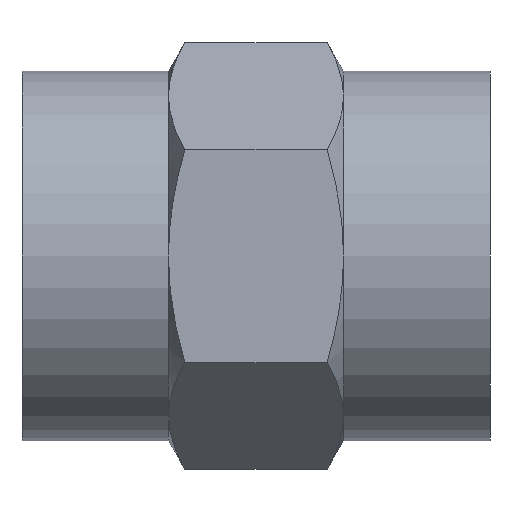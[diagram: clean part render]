
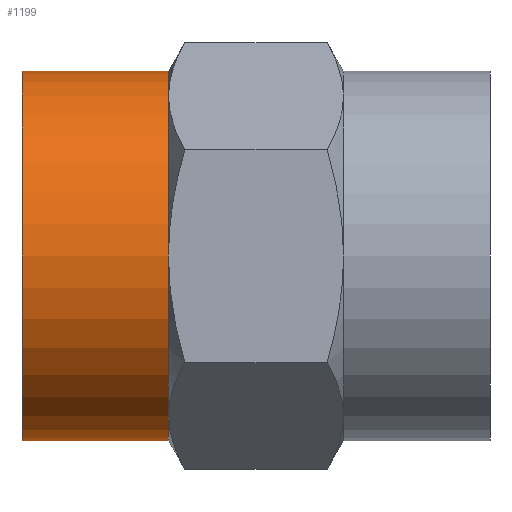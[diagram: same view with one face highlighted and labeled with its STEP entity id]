
A CAD part, front view. The second image highlights one B-rep face of the part: STEP entity #1199.
In plain terms, the highlighted cylindrical face has radius 11.906 mm (diameter 23.812 mm), a full revolution.
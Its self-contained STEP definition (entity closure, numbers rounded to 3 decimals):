
#193=LINE('',#1645,#241);
#241=VECTOR('',#1400,11.906);
#289=CYLINDRICAL_SURFACE('',#1281,11.906);
#303=FACE_OUTER_BOUND('',#379,.T.);
#379=EDGE_LOOP('',(#808,#809,#810,#811,#812,#813,#814,#815,#816));
#456=CIRCLE('',#1278,11.906);
#458=CIRCLE('',#1282,11.906);
#459=CIRCLE('',#1283,11.906);
#460=CIRCLE('',#1284,11.906);
#461=CIRCLE('',#1285,11.906);
#462=CIRCLE('',#1286,11.906);
#463=CIRCLE('',#1287,11.906);
#486=VERTEX_POINT('',#1631);
#488=VERTEX_POINT('',#1638);
#489=VERTEX_POINT('',#1639);
#490=VERTEX_POINT('',#1641);
#491=VERTEX_POINT('',#1643);
#492=VERTEX_POINT('',#1646);
#493=VERTEX_POINT('',#1648);
#610=EDGE_CURVE('',#486,#486,#456,.T.);
#613=EDGE_CURVE('',#488,#489,#458,.T.);
#614=EDGE_CURVE('',#490,#488,#459,.T.);
#615=EDGE_CURVE('',#491,#490,#460,.T.);
#616=EDGE_CURVE('',#491,#486,#193,.T.);
#617=EDGE_CURVE('',#492,#491,#461,.T.);
#618=EDGE_CURVE('',#493,#492,#462,.T.);
#619=EDGE_CURVE('',#489,#493,#463,.T.);
#808=ORIENTED_EDGE('',*,*,#613,.F.);
#809=ORIENTED_EDGE('',*,*,#614,.F.);
#810=ORIENTED_EDGE('',*,*,#615,.F.);
#811=ORIENTED_EDGE('',*,*,#616,.T.);
#812=ORIENTED_EDGE('',*,*,#610,.T.);
#813=ORIENTED_EDGE('',*,*,#616,.F.);
#814=ORIENTED_EDGE('',*,*,#617,.F.);
#815=ORIENTED_EDGE('',*,*,#618,.F.);
#816=ORIENTED_EDGE('',*,*,#619,.F.);
#1199=ADVANCED_FACE('',(#303),#289,.T.);
#1278=AXIS2_PLACEMENT_3D('',#1632,#1385,#1386);
#1281=AXIS2_PLACEMENT_3D('',#1637,#1392,#1393);
#1282=AXIS2_PLACEMENT_3D('',#1640,#1394,#1395);
#1283=AXIS2_PLACEMENT_3D('',#1642,#1396,#1397);
#1284=AXIS2_PLACEMENT_3D('',#1644,#1398,#1399);
#1285=AXIS2_PLACEMENT_3D('',#1647,#1401,#1402);
#1286=AXIS2_PLACEMENT_3D('',#1649,#1403,#1404);
#1287=AXIS2_PLACEMENT_3D('',#1650,#1405,#1406);
#1385=DIRECTION('center_axis',(1.,0.,0.));
#1386=DIRECTION('ref_axis',(0.,1.,0.));
#1392=DIRECTION('center_axis',(1.,0.,0.));
#1393=DIRECTION('ref_axis',(0.,-1.,0.));
#1394=DIRECTION('center_axis',(1.,0.,0.));
#1395=DIRECTION('ref_axis',(0.,1.,0.));
#1396=DIRECTION('center_axis',(1.,0.,0.));
#1397=DIRECTION('ref_axis',(0.,1.,0.));
#1398=DIRECTION('center_axis',(1.,0.,0.));
#1399=DIRECTION('ref_axis',(0.,1.,0.));
#1400=DIRECTION('',(-1.,0.,0.));
#1401=DIRECTION('center_axis',(1.,0.,0.));
#1402=DIRECTION('ref_axis',(0.,1.,0.));
#1403=DIRECTION('center_axis',(1.,0.,0.));
#1404=DIRECTION('ref_axis',(0.,1.,0.));
#1405=DIRECTION('center_axis',(1.,0.,0.));
#1406=DIRECTION('ref_axis',(0.,1.,0.));
#1631=CARTESIAN_POINT('',(-15.089,11.906,13.748));
#1632=CARTESIAN_POINT('Origin',(-15.089,0.,
13.748));
#1637=CARTESIAN_POINT('Origin',(-15.189,0.,
13.748));
#1638=CARTESIAN_POINT('',(-5.645,-5.953,24.059));
#1639=CARTESIAN_POINT('',(-5.645,-11.906,13.748));
#1640=CARTESIAN_POINT('Origin',(-5.645,0.,
13.748));
#1641=CARTESIAN_POINT('',(-5.645,5.953,24.059));
#1642=CARTESIAN_POINT('Origin',(-5.645,0.,
13.748));
#1643=CARTESIAN_POINT('',(-5.645,11.906,13.748));
#1644=CARTESIAN_POINT('Origin',(-5.645,0.,
13.748));
#1645=CARTESIAN_POINT('',(-15.189,11.906,13.748));
#1646=CARTESIAN_POINT('',(-5.645,5.953,3.437));
#1647=CARTESIAN_POINT('Origin',(-5.645,0.,
13.748));
#1648=CARTESIAN_POINT('',(-5.645,-5.953,3.437));
#1649=CARTESIAN_POINT('Origin',(-5.645,0.,
13.748));
#1650=CARTESIAN_POINT('Origin',(-5.645,0.,
13.748));
